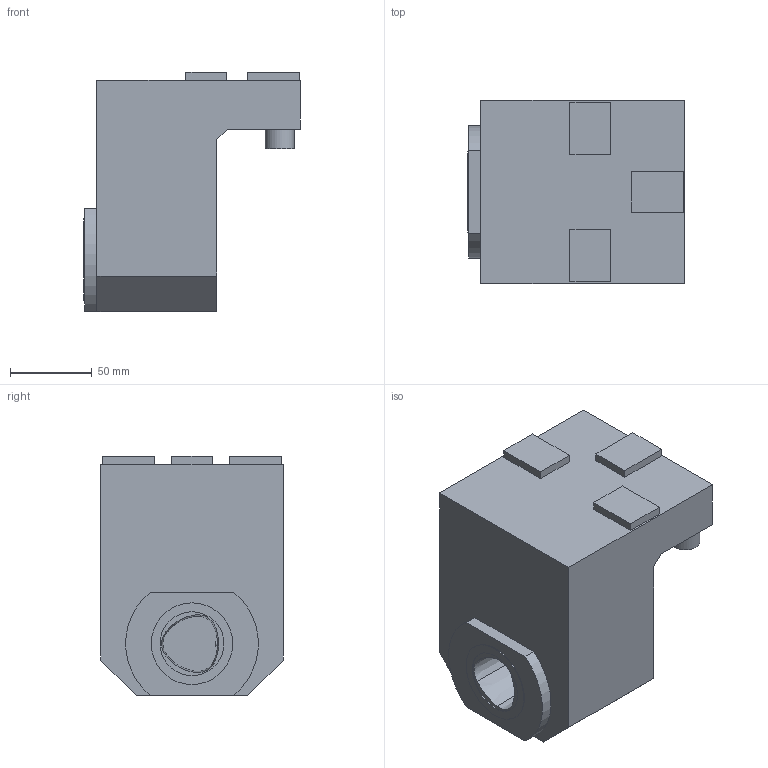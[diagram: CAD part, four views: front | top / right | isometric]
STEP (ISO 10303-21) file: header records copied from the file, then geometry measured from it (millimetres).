
FILE_DESCRIPTION(/* description */ (''),/* implementation_level */ '2;1');
FILE_NAME(/* name */ '1528811096693.stp',/* time_stamp */ '2018-06-12T15:45:01+02:00',/* author */ (''),/* organization */ ('SMS'),/* preprocessor_version */ 'ST-DEVELOPER v15',/* originating_system */ 'SIEMENS PLM Software NX 8.5',/* authorisation */ '');
FILE_SCHEMA (('AUTOMOTIVE_DESIGN { 1 0 10303 214 3 1 1 1 }'));
Length unit declared in the file: millimetre
Products named in the file (1): 200837292mod000_01
Bounding box: 132.5 x 112 x 147 mm (x, y, z)
Volume: 1332275.7 mm3; surface area: 88633.1 mm2
Topology: 1 solids, 1 shells, 48 faces, 110 edges, 74 vertices
Faces by surface type: plane 35, cylinder 7, cone 6
Full cylindrical faces by diameter (mm): 3 x1, 18 x2, 39.2 x1, 50.013 x1
Entity records: 1419 total; most frequent: CARTESIAN_POINT 284, DIRECTION 231, ORIENTED_EDGE 206, EDGE_CURVE 103, LINE 77, VECTOR 77, AXIS2_PLACEMENT_3D 77, VERTEX_POINT 72
